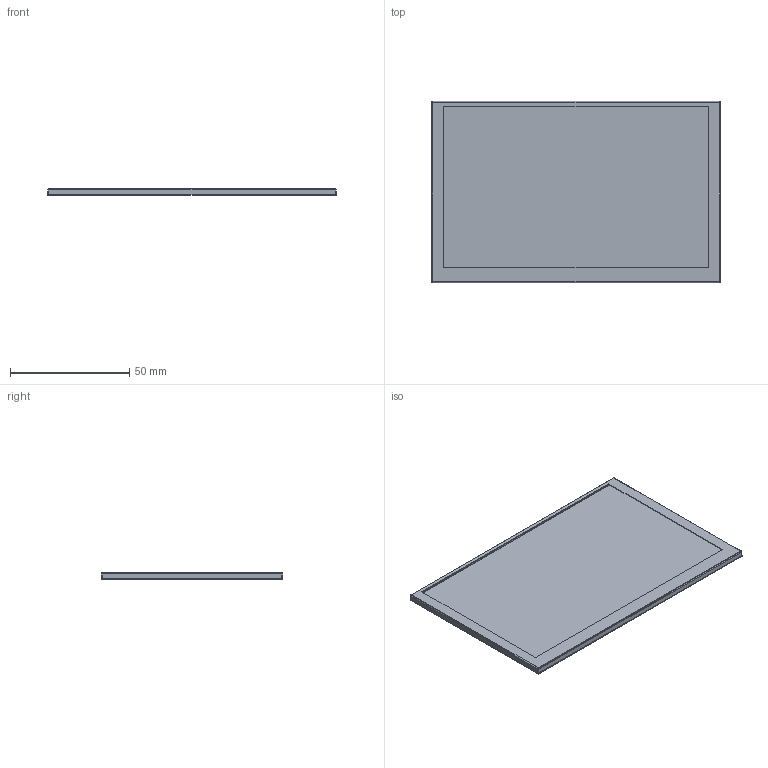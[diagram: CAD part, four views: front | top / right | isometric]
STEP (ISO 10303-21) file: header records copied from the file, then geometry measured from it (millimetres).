
FILE_DESCRIPTION(('OpenCascade Model'),'2;1');
FILE_NAME('Open CASCADE Shape Model','2025-12-10T12:14:10',(''),(''), 'Open CASCADE STEP processor 7.8','Open CASCADE 7.7','Unknown');
FILE_SCHEMA(('AUTOMOTIVE_DESIGN { 1 0 10303 214 1 1 1 1 }'));
Length unit declared in the file: millimetre
Products named in the file (2): NAUO2; 框
Assembly tree (1 placements, depth 2):
  NAUO2
    框
Bounding box: 120.7 x 75.8 x 2.8 mm (x, y, z)
Volume: 3490.7 mm3; surface area: 23619.2 mm2
Topology: 2 solids, 2 shells, 48 faces, 100 edges, 56 vertices
Faces by surface type: plane 32, bspline 8, cylinder 8
Entity records: 3450 total; most frequent: CARTESIAN_POINT 1454, DIRECTION 320, LINE 236, VECTOR 236, ORIENTED_EDGE 200, PCURVE 200, DEFINITIONAL_REPRESENTATION 200, EDGE_CURVE 100
